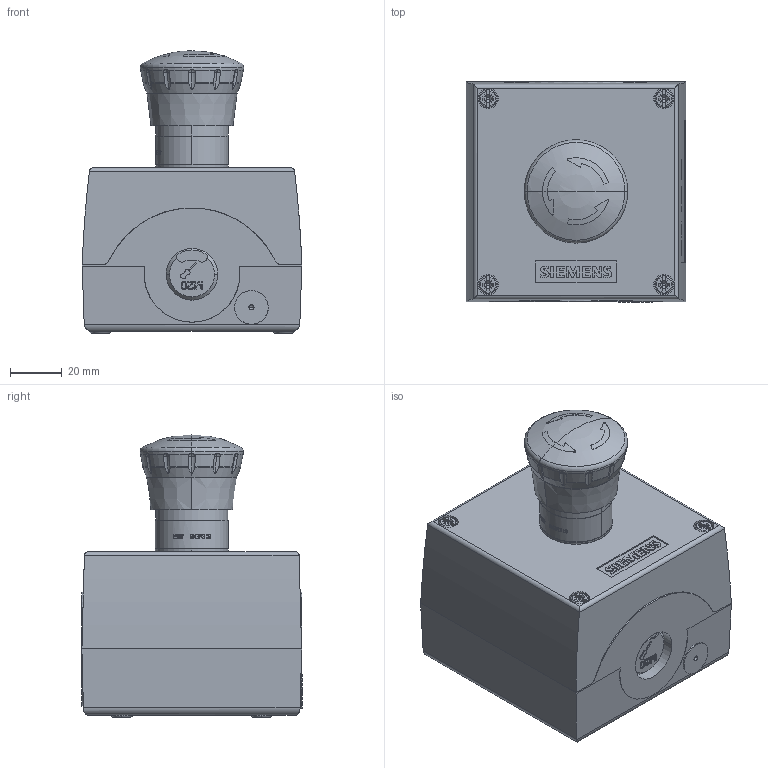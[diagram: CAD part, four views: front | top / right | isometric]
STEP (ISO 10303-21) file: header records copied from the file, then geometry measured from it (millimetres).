
FILE_DESCRIPTION(('STEP AP214'),'1');
FILE_NAME('cctmp_CAC19EA0-7AC0-4097-A968-CA2C87F5AAF3_2023_07_21_16_20_56_0024..stp','2023-07-21T14:20:57',('SIEMENS A&D'),('CADClick - www.CADClick.com'),'Spatial InterOp 3D postprocessed',' ','unknown authorization');
FILE_SCHEMA(('AUTOMOTIVE_DESIGN'));
Length unit declared in the file: millimetre
Products named in the file (3): cc_unnamed; 2023_07_21_16_20_55_0953; 2023_07_21_16_20_55_0949
Assembly tree (2 placements, depth 2):
  cc_unnamed
    2023_07_21_16_20_55_0953
    2023_07_21_16_20_55_0949
Bounding box: 85.04 x 85.2 x 109.3 mm (x, y, z)
Volume: 444006.3 mm3; surface area: 59699.9 mm2
Topology: 2 solids, 3 shells, 1573 faces, 4330 edges, 2854 vertices
Faces by surface type: plane 1124, cylinder 287, cone 48, extrusion 48, torus 34, sphere 32
Entity records: 61532 total; most frequent: CARTESIAN_POINT 13146, ORIENTED_EDGE 8652, DIRECTION 7876, EDGE_CURVE 4326, VECTOR 3076, LINE 3028, VERTEX_POINT 2854, STYLED_ITEM 2459
